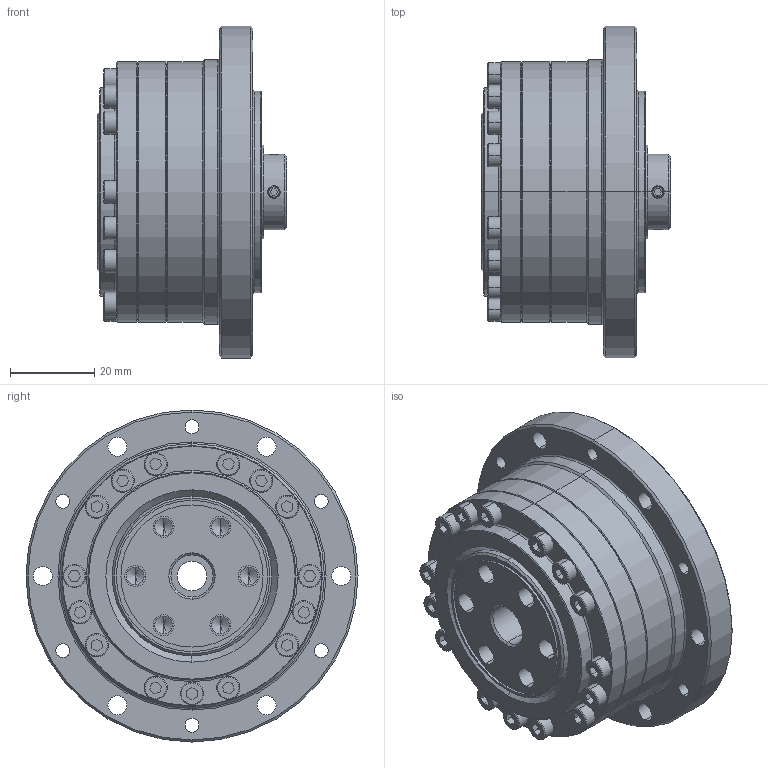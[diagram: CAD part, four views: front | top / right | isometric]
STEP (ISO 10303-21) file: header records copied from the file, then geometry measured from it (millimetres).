
FILE_DESCRIPTION (( 'STEP AP203' ), '1' );
FILE_NAME ('CSF-17-XXX-2UH.STEP', '2016-07-14T17:24:42', ( '' ), ( '' ), 'SwSTEP 2.0', 'SolidWorks 2015', '' );
FILE_SCHEMA (( 'CONFIG_CONTROL_DESIGN' ));
Length unit declared in the file: millimetre
Products named in the file (6): CSF-17-2UH OUTPUT; CSF-17-2A-R OLDHAM COUPLING; 1715063_1715063; CSF-17-2UH HOUSING; CSF-17-XXX-2UH; 17 WG BEARING
Assembly tree (6 placements, depth 2):
  CSF-17-XXX-2UH
    CSF-17-2UH HOUSING
    CSF-17-2UH OUTPUT
    CSF-17-2A-R OLDHAM COUPLING
    1715063_1715063  x2
    17 WG BEARING
Bounding box: 45 x 79 x 79 mm (x, y, z)
Volume: 106745.8 mm3; surface area: 47994.2 mm2
Topology: 7 solids, 7 shells, 507 faces, 1152 edges, 718 vertices
Faces by surface type: plane 221, cylinder 172, cone 102, torus 12
Entity records: 14516 total; most frequent: DIRECTION 2516, CARTESIAN_POINT 2463, ORIENTED_EDGE 2204, EDGE_CURVE 1102, AXIS2_PLACEMENT_3D 926, VERTEX_POINT 697, VECTOR 664, LINE 664
